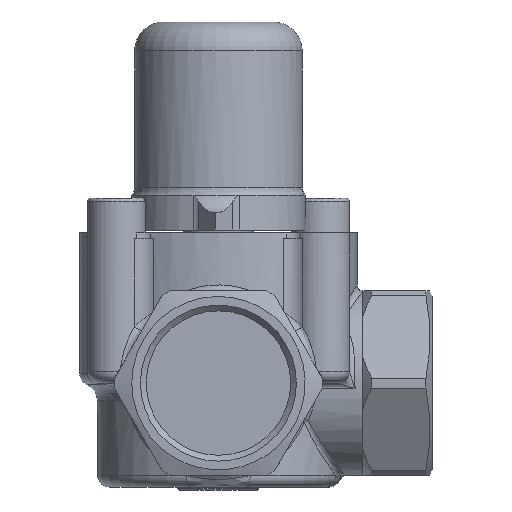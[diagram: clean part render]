
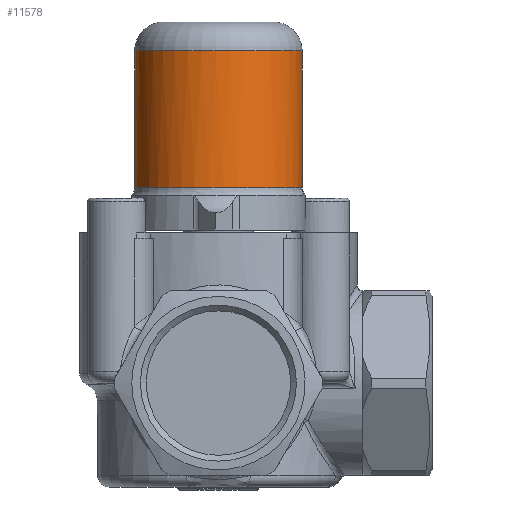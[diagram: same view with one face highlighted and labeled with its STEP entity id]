
A CAD part, front view. The second image highlights one B-rep face of the part: STEP entity #11578.
In plain terms, the highlighted cylindrical face has radius 14.5 mm (diameter 29 mm), a partial arc.
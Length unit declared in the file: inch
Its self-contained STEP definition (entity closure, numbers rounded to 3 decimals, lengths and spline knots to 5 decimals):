
#297=B_SPLINE_CURVE_WITH_KNOTS('',3,(#17110,#17111,#17112,#17113,#17114,
#17115),.UNSPECIFIED.,.F.,.F.,(4,2,4),(-0.00094,0.,0.11381),
 .UNSPECIFIED.);
#298=B_SPLINE_CURVE_WITH_KNOTS('',3,(#17118,#17119,#17120,#17121,#17122,
#17123),.UNSPECIFIED.,.F.,.F.,(4,2,4),(1.51597,1.62979,
1.63072),.UNSPECIFIED.);
#937=LINE('',#17102,#1655);
#939=LINE('',#17108,#1657);
#1655=VECTOR('',#13585,0.90551);
#1657=VECTOR('',#13591,0.90551);
#2336=CYLINDRICAL_SURFACE('',#12379,0.57087);
#3265=FACE_OUTER_BOUND('',#3949,.T.);
#3949=EDGE_LOOP('',(#8301,#8302,#8303,#8304,#8305,#8306));
#4738=CIRCLE('',#12366,0.57087);
#4747=CIRCLE('',#12380,0.57087);
#5264=VERTEX_POINT('',#16987);
#5266=VERTEX_POINT('',#16993);
#5272=VERTEX_POINT('',#17101);
#5274=VERTEX_POINT('',#17107);
#5275=VERTEX_POINT('',#17109);
#5276=VERTEX_POINT('',#17116);
#6436=EDGE_CURVE('',#5266,#5264,#4738,.T.);
#6449=EDGE_CURVE('',#5272,#5264,#937,.T.);
#6452=EDGE_CURVE('',#5274,#5266,#939,.T.);
#6453=EDGE_CURVE('',#5274,#5275,#297,.T.);
#6454=EDGE_CURVE('',#5276,#5275,#4747,.T.);
#6455=EDGE_CURVE('',#5272,#5276,#298,.F.);
#8301=ORIENTED_EDGE('',*,*,#6436,.F.);
#8302=ORIENTED_EDGE('',*,*,#6452,.F.);
#8303=ORIENTED_EDGE('',*,*,#6453,.T.);
#8304=ORIENTED_EDGE('',*,*,#6454,.F.);
#8305=ORIENTED_EDGE('',*,*,#6455,.F.);
#8306=ORIENTED_EDGE('',*,*,#6449,.T.);
#11578=ADVANCED_FACE('',(#3265),#2336,.T.);
#12366=AXIS2_PLACEMENT_3D('',#16995,#13558,#13559);
#12379=AXIS2_PLACEMENT_3D('',#17106,#13589,#13590);
#12380=AXIS2_PLACEMENT_3D('',#17117,#13592,#13593);
#13558=DIRECTION('center_axis',(0.,0.,
1.));
#13559=DIRECTION('ref_axis',(-0.028,-1.,0.));
#13585=DIRECTION('',(0.,0.,1.));
#13589=DIRECTION('center_axis',(0.,0.,
1.));
#13590=DIRECTION('ref_axis',(-0.755,0.656,0.));
#13591=DIRECTION('',(0.,0.,1.));
#13592=DIRECTION('center_axis',(0.,0.,
-1.));
#13593=DIRECTION('ref_axis',(0.028,1.,0.));
#16987=CARTESIAN_POINT('',(0.4515,0.34934,2.26378));
#16993=CARTESIAN_POINT('',(-0.43096,0.37438,2.26378));
#16995=CARTESIAN_POINT('Origin',(0.,0.,
2.26378));
#17101=CARTESIAN_POINT('',(0.4515,0.34934,1.35827));
#17102=CARTESIAN_POINT('',(0.4515,0.34934,1.67323));
#17106=CARTESIAN_POINT('Origin',(0.,0.,
1.67323));
#17107=CARTESIAN_POINT('',(-0.43096,0.37438,1.35827));
#17108=CARTESIAN_POINT('',(-0.43096,0.37438,1.67323));
#17109=CARTESIAN_POINT('',(-0.40572,0.40159,1.33161));
#17110=CARTESIAN_POINT('Ctrl Pts',(-0.43096,0.37438,
1.35827));
#17111=CARTESIAN_POINT('Ctrl Pts',(-0.4309,0.37445,
1.35819));
#17112=CARTESIAN_POINT('Ctrl Pts',(-0.43083,0.37453,
1.35812));
#17113=CARTESIAN_POINT('Ctrl Pts',(-0.42286,0.38369,
1.34922));
#17114=CARTESIAN_POINT('Ctrl Pts',(-0.41452,0.39271,
1.34021));
#17115=CARTESIAN_POINT('Ctrl Pts',(-0.40572,0.40159,
1.33161));
#17116=CARTESIAN_POINT('',(0.42785,0.37794,1.33161));
#17117=CARTESIAN_POINT('Origin',(0.,0.,
1.33161));
#17118=CARTESIAN_POINT('Ctrl Pts',(0.42785,0.37794,1.33161));
#17119=CARTESIAN_POINT('Ctrl Pts',(0.43612,0.36857,
1.34021));
#17120=CARTESIAN_POINT('Ctrl Pts',(0.44394,0.35909,
1.34922));
#17121=CARTESIAN_POINT('Ctrl Pts',(0.45138,0.34949,
1.35812));
#17122=CARTESIAN_POINT('Ctrl Pts',(0.45144,0.34942,1.35819));
#17123=CARTESIAN_POINT('Ctrl Pts',(0.4515,0.34934,
1.35827));
